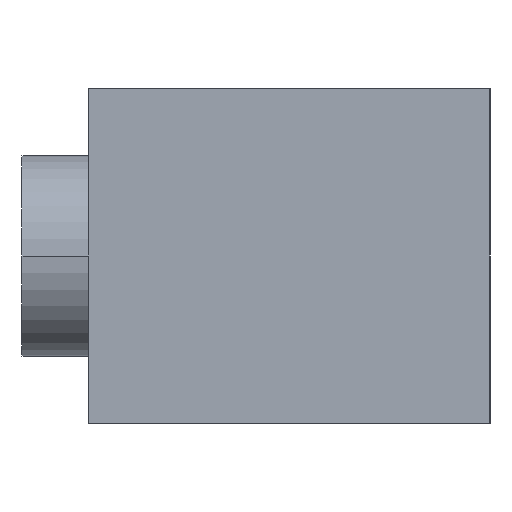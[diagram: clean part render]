
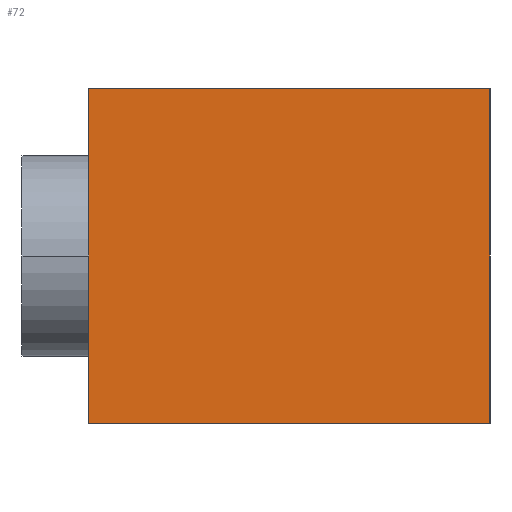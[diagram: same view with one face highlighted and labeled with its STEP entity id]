
A CAD part, left-side view. The second image highlights one B-rep face of the part: STEP entity #72.
In plain terms, the highlighted planar face has unit normal (-1, 0, 0).
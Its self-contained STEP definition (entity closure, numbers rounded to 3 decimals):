
#72=ADVANCED_FACE('',(#142),#143,.F.);
#142=FACE_OUTER_BOUND('',#207,.T.);
#143=PLANE('',#208);
#207=EDGE_LOOP('',(#335,#336,#337,#338));
#208=AXIS2_PLACEMENT_3D('',#339,#340,#341);
#335=ORIENTED_EDGE('',*,*,#412,.T.);
#336=ORIENTED_EDGE('',*,*,#406,.F.);
#337=ORIENTED_EDGE('',*,*,#409,.F.);
#338=ORIENTED_EDGE('',*,*,#401,.F.);
#339=CARTESIAN_POINT('',(-4.0,4.8,0.0));
#340=DIRECTION('',(1.0,0.0,0.0));
#341=DIRECTION('',(0.0,0.0,-1.0));
#401=EDGE_CURVE('',#472,#474,#475,.T.);
#406=EDGE_CURVE('',#481,#483,#484,.T.);
#409=EDGE_CURVE('',#474,#481,#487,.T.);
#412=EDGE_CURVE('',#472,#483,#490,.T.);
#472=VERTEX_POINT('',#559);
#474=VERTEX_POINT('',#562);
#475=LINE('',#563,#564);
#481=VERTEX_POINT('',#572);
#483=VERTEX_POINT('',#575);
#484=LINE('',#576,#577);
#487=LINE('',#581,#582);
#490=LINE('',#586,#587);
#559=CARTESIAN_POINT('',(-4.0,9.6,4.0));
#562=CARTESIAN_POINT('',(-4.0,0.0,4.0));
#563=CARTESIAN_POINT('',(-4.0,4.8,4.0));
#564=VECTOR('',#650,1.0);
#572=CARTESIAN_POINT('',(-4.0,0.0,-4.0));
#575=CARTESIAN_POINT('',(-4.0,9.6,-4.0));
#576=CARTESIAN_POINT('',(-4.0,4.8,-4.0));
#577=VECTOR('',#654,1.0);
#581=CARTESIAN_POINT('',(-4.0,0.0,0.0));
#582=VECTOR('',#656,1.0);
#586=CARTESIAN_POINT('',(-4.0,9.6,0.0));
#587=VECTOR('',#658,1.0);
#650=DIRECTION('',(0.0,-1.0,0.0));
#654=DIRECTION('',(0.0,1.0,0.0));
#656=DIRECTION('',(0.0,0.0,-1.0));
#658=DIRECTION('',(0.0,0.0,-1.0));
